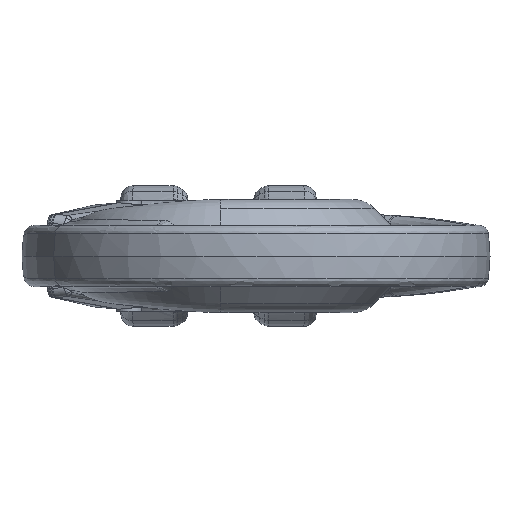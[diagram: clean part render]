
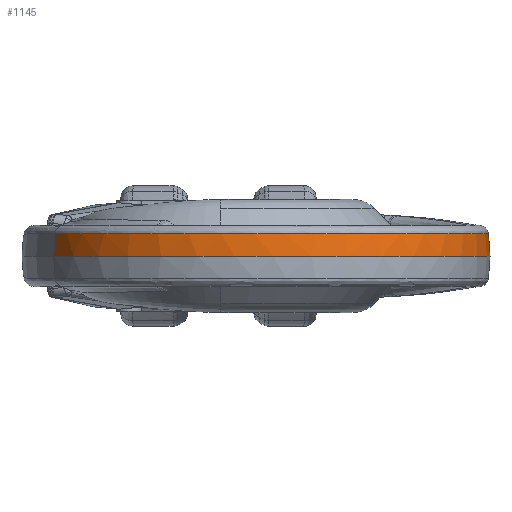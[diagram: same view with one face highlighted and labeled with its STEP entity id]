
A CAD part, front view. The second image highlights one B-rep face of the part: STEP entity #1145.
In plain terms, the highlighted conical face has half-angle 4 degrees and reference radius 75 mm.
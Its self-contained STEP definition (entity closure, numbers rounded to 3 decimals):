
#1145=ADVANCED_FACE('',(#3122),#3123,.T.);
#3122=FACE_OUTER_BOUND('',#5968,.T.);
#3123=CONICAL_SURFACE('',#5969,75.0,0.07);
#5968=EDGE_LOOP('',(#33265,#33266,#33267,#33268));
#5969=AXIS2_PLACEMENT_3D('',#33269,#33270,#33271);
#33265=ORIENTED_EDGE('',*,*,#39952,.F.);
#33266=ORIENTED_EDGE('',*,*,#39953,.T.);
#33267=ORIENTED_EDGE('',*,*,#39954,.T.);
#33268=ORIENTED_EDGE('',*,*,#39955,.T.);
#33269=CARTESIAN_POINT('',(13.0,-6.,0.0));
#33270=DIRECTION('',(0.0,-0.0,-1.0));
#33271=DIRECTION('',(1.0,0.0,0.0));
#39952=EDGE_CURVE('',#43398,#43326,#43399,.T.);
#39953=EDGE_CURVE('',#43398,#43400,#43401,.T.);
#39954=EDGE_CURVE('',#43400,#43402,#43403,.F.);
#39955=EDGE_CURVE('',#43402,#43326,#43404,.T.);
#43326=VERTEX_POINT('',#48606);
#43398=VERTEX_POINT('',#48928);
#43399=LINE('',#48929,#48930);
#43400=VERTEX_POINT('',#48931);
#43401=B_SPLINE_CURVE_WITH_KNOTS('',3,(#48932,#48933,#48934,#48935,#48936,#48937,#48938,#48939,#48940,#48941,#48942,#48943,#48944,#48945,#48946,#48947,#48948,#48949,#48950,#48951,#48952,#48953,#48954,#48955,#48956,#48957,#48958,#48959,#48960,#48961,#48962,#48963,#48964,#48965,#48966,#48967,#48968,#48969,#48970,#48971,#48972,#48973,#48974,#48975,#48976,#48977,#48978,#48979,#48980,#48981,#48982,#48983,#48984,#48985,#48986,#48987,#48988,#48989,#48990,#48991,#48992,#48993,#48994,#48995,#48996,#48997,#48998,#48999,#49000,#49001),.UNSPECIFIED.,.F.,.F.,(4,2,2,2,2,2,2,2,2,2,2,2,2,2,2,2,2,2,2,2,2,2,2,2,2,2,2,2,2,2,2,2,2,2,4),(-1.0,-0.966,-0.931,-0.897,-0.862,-0.828,-0.794,-0.759,-0.725,-0.691,-0.656,-0.622,-0.587,-0.553,-0.519,-0.502,-0.493,-0.484,-0.45,-0.416,-0.381,-0.347,-0.312,-0.278,-0.244,-0.209,-0.175,-0.141,-0.106,-0.072,-0.037,-0.003,-0.001,0.,0.),.UNSPECIFIED.);
#43402=VERTEX_POINT('',#49002);
#43403=LINE('',#49003,#49004);
#43404=CIRCLE('',#49005,75.0);
#48606=CARTESIAN_POINT('',(88.0,-6.,0.0));
#48928=CARTESIAN_POINT('',(87.496,-6.,7.209));
#48929=CARTESIAN_POINT('',(88.0,-6.,0.0));
#48930=VECTOR('',#69584,1.0);
#48931=CARTESIAN_POINT('',(-54.168,-38.219,7.209));
#48932=CARTESIAN_POINT('',(87.257,-0.04,7.209));
#48933=CARTESIAN_POINT('',(87.432,-2.216,7.209));
#48934=CARTESIAN_POINT('',(87.513,-4.434,7.209));
#48935=CARTESIAN_POINT('',(87.472,-8.933,7.209));
#48936=CARTESIAN_POINT('',(87.349,-11.213,7.209));
#48937=CARTESIAN_POINT('',(86.883,-15.809,7.209));
#48938=CARTESIAN_POINT('',(86.541,-18.124,7.209));
#48939=CARTESIAN_POINT('',(85.625,-22.757,7.209));
#48940=CARTESIAN_POINT('',(85.052,-25.076,7.209));
#48941=CARTESIAN_POINT('',(83.672,-29.682,7.209));
#48942=CARTESIAN_POINT('',(82.865,-31.97,7.209));
#48943=CARTESIAN_POINT('',(81.018,-36.481,7.209));
#48944=CARTESIAN_POINT('',(79.979,-38.703,7.209));
#48945=CARTESIAN_POINT('',(77.677,-43.047,7.209));
#48946=CARTESIAN_POINT('',(76.415,-45.169,7.209));
#48947=CARTESIAN_POINT('',(73.684,-49.28,7.209));
#48948=CARTESIAN_POINT('',(72.216,-51.268,7.209));
#48949=CARTESIAN_POINT('',(69.094,-55.084,7.209));
#48950=CARTESIAN_POINT('',(67.441,-56.91,7.209));
#48951=CARTESIAN_POINT('',(63.978,-60.377,7.209));
#48952=CARTESIAN_POINT('',(62.169,-62.017,7.209));
#48953=CARTESIAN_POINT('',(58.424,-65.095,7.209));
#48954=CARTESIAN_POINT('',(56.489,-66.531,7.209));
#48955=CARTESIAN_POINT('',(52.526,-69.19,7.209));
#48956=CARTESIAN_POINT('',(50.498,-70.413,7.209));
#48957=CARTESIAN_POINT('',(46.384,-72.638,7.209));
#48958=CARTESIAN_POINT('',(44.297,-73.641,7.209));
#48959=CARTESIAN_POINT('',(40.096,-75.431,7.209));
#48960=CARTESIAN_POINT('',(37.982,-76.217,7.209));
#48961=CARTESIAN_POINT('',(34.813,-77.239,7.209));
#48962=CARTESIAN_POINT('',(33.757,-77.554,7.209));
#48963=CARTESIAN_POINT('',(32.176,-77.988,7.209));
#48964=CARTESIAN_POINT('',(31.648,-78.126,7.209));
#48965=CARTESIAN_POINT('',(30.582,-78.393,7.209));
#48966=CARTESIAN_POINT('',(30.046,-78.522,7.209));
#48967=CARTESIAN_POINT('',(27.347,-79.135,7.209));
#48968=CARTESIAN_POINT('',(25.134,-79.536,7.209));
#48969=CARTESIAN_POINT('',(20.619,-80.14,7.209));
#48970=CARTESIAN_POINT('',(18.317,-80.343,7.209));
#48971=CARTESIAN_POINT('',(13.653,-80.53,7.209));
#48972=CARTESIAN_POINT('',(11.29,-80.514,7.209));
#48973=CARTESIAN_POINT('',(6.532,-80.253,7.209));
#48974=CARTESIAN_POINT('',(4.138,-80.007,7.209));
#48975=CARTESIAN_POINT('',(-0.647,-79.275,7.209));
#48976=CARTESIAN_POINT('',(-3.038,-78.79,7.209));
#48977=CARTESIAN_POINT('',(-7.783,-77.58,7.209));
#48978=CARTESIAN_POINT('',(-10.135,-76.855,7.209));
#48979=CARTESIAN_POINT('',(-14.767,-75.172,7.209));
#48980=CARTESIAN_POINT('',(-17.045,-74.213,7.209));
#48981=CARTESIAN_POINT('',(-21.494,-72.075,7.209));
#48982=CARTESIAN_POINT('',(-23.664,-70.896,7.209));
#48983=CARTESIAN_POINT('',(-27.864,-68.336,7.209));
#48984=CARTESIAN_POINT('',(-29.895,-66.956,7.209));
#48985=CARTESIAN_POINT('',(-33.791,-64.019,7.209));
#48986=CARTESIAN_POINT('',(-35.656,-62.463,7.209));
#48987=CARTESIAN_POINT('',(-39.2,-59.203,7.209));
#48988=CARTESIAN_POINT('',(-40.88,-57.5,7.209));
#48989=CARTESIAN_POINT('',(-44.039,-53.977,7.209));
#48990=CARTESIAN_POINT('',(-45.519,-52.158,7.209));
#48991=CARTESIAN_POINT('',(-48.271,-48.436,7.209));
#48992=CARTESIAN_POINT('',(-49.544,-46.534,7.209));
#48993=CARTESIAN_POINT('',(-51.881,-42.676,7.209));
#48994=CARTESIAN_POINT('',(-52.946,-40.721,7.209));
#48995=CARTESIAN_POINT('',(-53.969,-38.632,7.209));
#48996=CARTESIAN_POINT('',(-54.028,-38.509,7.209));
#48997=CARTESIAN_POINT('',(-54.103,-38.356,7.209));
#48998=CARTESIAN_POINT('',(-54.117,-38.325,7.209));
#48999=CARTESIAN_POINT('',(-54.144,-38.269,7.209));
#49000=CARTESIAN_POINT('',(-54.156,-38.244,7.209));
#49001=CARTESIAN_POINT('',(-54.168,-38.219,7.209));
#49002=CARTESIAN_POINT('',(-54.623,-38.437,0.0));
#49003=CARTESIAN_POINT('',(-54.623,-38.437,0.));
#49004=VECTOR('',#69585,7.227);
#49005=AXIS2_PLACEMENT_3D('',#69586,#69587,#69588);
#69584=DIRECTION('',(0.07,0.,-0.998));
#69585=DIRECTION('',(0.063,0.03,0.998));
#69586=CARTESIAN_POINT('',(13.0,-6.,0.0));
#69587=DIRECTION('',(0.0,0.0,1.0));
#69588=DIRECTION('',(1.0,0.0,0.0));
